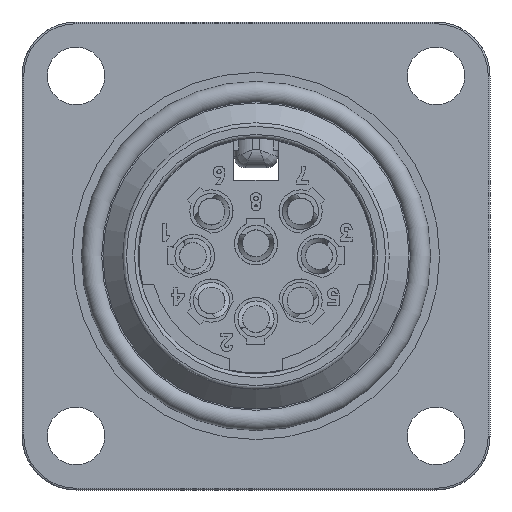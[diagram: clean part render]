
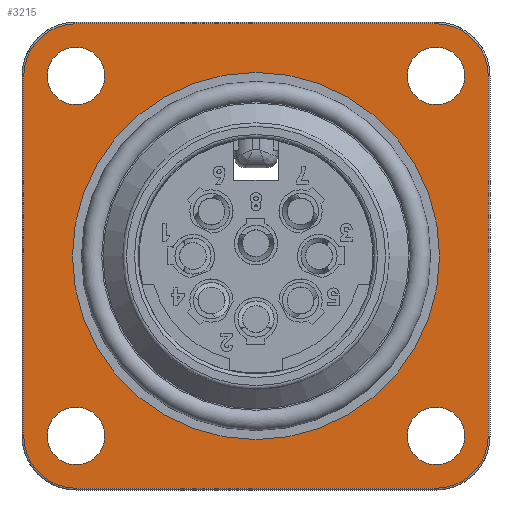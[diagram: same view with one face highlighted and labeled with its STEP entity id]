
A CAD part, left-side view. The second image highlights one B-rep face of the part: STEP entity #3215.
In plain terms, the highlighted planar face has unit normal (-1, 0, 0).
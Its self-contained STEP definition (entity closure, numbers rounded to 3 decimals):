
#2148=LINE('',#10814,#2671);
#2153=LINE('',#10842,#2676);
#2162=LINE('',#10863,#2685);
#2163=LINE('',#10867,#2686);
#2671=VECTOR('',#8905,1.);
#2676=VECTOR('',#8926,1.);
#2685=VECTOR('',#8949,1.);
#2686=VECTOR('',#8954,1.);
#3215=ADVANCED_FACE('',(#3779,#3780,#3781,#3782,#3783,#3784),#3536,.T.);
#3536=PLANE('',#8205);
#3779=FACE_BOUND('',#4049,.T.);
#3780=FACE_BOUND('',#4050,.T.);
#3781=FACE_BOUND('',#4051,.T.);
#3782=FACE_BOUND('',#4052,.T.);
#3783=FACE_BOUND('',#4053,.T.);
#3784=FACE_BOUND('',#4054,.T.);
#4049=EDGE_LOOP('',(#4679));
#4050=EDGE_LOOP('',(#4680));
#4051=EDGE_LOOP('',(#4681));
#4052=EDGE_LOOP('',(#4682));
#4053=EDGE_LOOP('',(#4683));
#4054=EDGE_LOOP('',(#4684,#4685,#4686,#4687,#4688,#4689,#4690,#4691));
#4679=ORIENTED_EDGE('',*,*,#6976,.T.);
#4680=ORIENTED_EDGE('',*,*,#6979,.T.);
#4681=ORIENTED_EDGE('',*,*,#6982,.T.);
#4682=ORIENTED_EDGE('',*,*,#6985,.T.);
#4683=ORIENTED_EDGE('',*,*,#6988,.T.);
#4684=ORIENTED_EDGE('',*,*,#7067,.T.);
#4685=ORIENTED_EDGE('',*,*,#7044,.T.);
#4686=ORIENTED_EDGE('',*,*,#7046,.T.);
#4687=ORIENTED_EDGE('',*,*,#7055,.T.);
#4688=ORIENTED_EDGE('',*,*,#7056,.T.);
#4689=ORIENTED_EDGE('',*,*,#7037,.T.);
#4690=ORIENTED_EDGE('',*,*,#7069,.T.);
#4691=ORIENTED_EDGE('',*,*,#7070,.T.);
#6326=VERTEX_POINT('',#10457);
#6329=VERTEX_POINT('',#10465);
#6332=VERTEX_POINT('',#10473);
#6335=VERTEX_POINT('',#10481);
#6338=VERTEX_POINT('',#10489);
#6371=VERTEX_POINT('',#10778);
#6372=VERTEX_POINT('',#10780);
#6377=VERTEX_POINT('',#10801);
#6378=VERTEX_POINT('',#10803);
#6379=VERTEX_POINT('',#10815);
#6384=VERTEX_POINT('',#10831);
#6390=VERTEX_POINT('',#10864);
#6391=VERTEX_POINT('',#10868);
#6976=EDGE_CURVE('',#6326,#6326,#7867,.T.);
#6979=EDGE_CURVE('',#6329,#6329,#7870,.T.);
#6982=EDGE_CURVE('',#6332,#6332,#7873,.T.);
#6985=EDGE_CURVE('',#6335,#6335,#7876,.T.);
#6988=EDGE_CURVE('',#6338,#6338,#7879,.T.);
#7037=EDGE_CURVE('',#6372,#6371,#7903,.T.);
#7044=EDGE_CURVE('',#6378,#6377,#7908,.T.);
#7046=EDGE_CURVE('',#6377,#6379,#2148,.T.);
#7055=EDGE_CURVE('',#6379,#6384,#7914,.T.);
#7056=EDGE_CURVE('',#6384,#6372,#2153,.T.);
#7067=EDGE_CURVE('',#6390,#6378,#2162,.T.);
#7069=EDGE_CURVE('',#6371,#6391,#2163,.T.);
#7070=EDGE_CURVE('',#6391,#6390,#7918,.T.);
#7867=CIRCLE('',#8111,1.6);
#7870=CIRCLE('',#8116,1.6);
#7873=CIRCLE('',#8121,1.6);
#7876=CIRCLE('',#8126,1.6);
#7879=CIRCLE('',#8131,10.2);
#7903=CIRCLE('',#8179,2.9);
#7908=CIRCLE('',#8185,2.9);
#7914=CIRCLE('',#8194,2.9);
#7918=CIRCLE('',#8204,2.9);
#8111=AXIS2_PLACEMENT_3D('',#10456,#8735,#8736);
#8116=AXIS2_PLACEMENT_3D('',#10464,#8745,#8746);
#8121=AXIS2_PLACEMENT_3D('',#10472,#8755,#8756);
#8126=AXIS2_PLACEMENT_3D('',#10480,#8765,#8766);
#8131=AXIS2_PLACEMENT_3D('',#10488,#8775,#8776);
#8179=AXIS2_PLACEMENT_3D('',#10779,#8887,#8888);
#8185=AXIS2_PLACEMENT_3D('',#10802,#8901,#8902);
#8194=AXIS2_PLACEMENT_3D('',#10832,#8924,#8925);
#8204=AXIS2_PLACEMENT_3D('',#10869,#8955,#8956);
#8205=AXIS2_PLACEMENT_3D('',#10870,#8957,#8958);
#8735=DIRECTION('',(1.,0.,0.));
#8736=DIRECTION('',(0.,-0.998,-0.058));
#8745=DIRECTION('',(1.,0.,0.));
#8746=DIRECTION('',(0.,-0.998,-0.058));
#8755=DIRECTION('',(1.,0.,0.));
#8756=DIRECTION('',(0.,-0.998,-0.058));
#8765=DIRECTION('',(1.,0.,0.));
#8766=DIRECTION('',(0.,-0.998,-0.058));
#8775=DIRECTION('',(1.,0.,0.));
#8776=DIRECTION('',(0.,0.,1.));
#8887=DIRECTION('',(-1.,0.,0.));
#8888=DIRECTION('',(0.,0.,1.));
#8901=DIRECTION('',(-1.,0.,0.));
#8902=DIRECTION('',(0.,0.,-1.));
#8905=DIRECTION('',(0.,0.,1.));
#8924=DIRECTION('',(-1.,0.,0.));
#8925=DIRECTION('',(0.,-1.,0.));
#8926=DIRECTION('',(0.,1.,0.));
#8949=DIRECTION('',(0.,-1.,0.));
#8954=DIRECTION('',(0.,0.,-1.));
#8955=DIRECTION('',(-1.,0.,0.));
#8956=DIRECTION('',(0.,1.,0.));
#8957=DIRECTION('',(-1.,0.,0.));
#8958=DIRECTION('',(0.,0.,1.));
#10456=CARTESIAN_POINT('',(-2.,10.,-10.));
#10457=CARTESIAN_POINT('',(-2.,8.403,-10.092));
#10464=CARTESIAN_POINT('',(-2.,-10.,-10.));
#10465=CARTESIAN_POINT('',(-2.,-11.597,-10.092));
#10472=CARTESIAN_POINT('',(-2.,10.,10.));
#10473=CARTESIAN_POINT('',(-2.,8.403,9.908));
#10480=CARTESIAN_POINT('',(-2.,-10.,10.));
#10481=CARTESIAN_POINT('',(-2.,-11.597,9.908));
#10488=CARTESIAN_POINT('',(-2.,0.,0.));
#10489=CARTESIAN_POINT('',(-2.,0.,10.2));
#10778=CARTESIAN_POINT('',(-2.,12.9,10.));
#10779=CARTESIAN_POINT('',(-2.,10.,10.));
#10780=CARTESIAN_POINT('',(-2.,10.,12.9));
#10801=CARTESIAN_POINT('',(-2.,-12.9,-10.));
#10802=CARTESIAN_POINT('',(-2.,-10.,-10.));
#10803=CARTESIAN_POINT('',(-2.,-10.,-12.9));
#10814=CARTESIAN_POINT('',(-2.,-12.9,-10.));
#10815=CARTESIAN_POINT('',(-2.,-12.9,10.));
#10831=CARTESIAN_POINT('',(-2.,-10.,12.9));
#10832=CARTESIAN_POINT('',(-2.,-10.,10.));
#10842=CARTESIAN_POINT('',(-2.,-10.,12.9));
#10863=CARTESIAN_POINT('',(-2.,10.,-12.9));
#10864=CARTESIAN_POINT('',(-2.,10.,-12.9));
#10867=CARTESIAN_POINT('',(-2.,12.9,10.));
#10868=CARTESIAN_POINT('',(-2.,12.9,-10.));
#10869=CARTESIAN_POINT('',(-2.,10.,-10.));
#10870=CARTESIAN_POINT('',(-2.,-13.65,-13.65));
